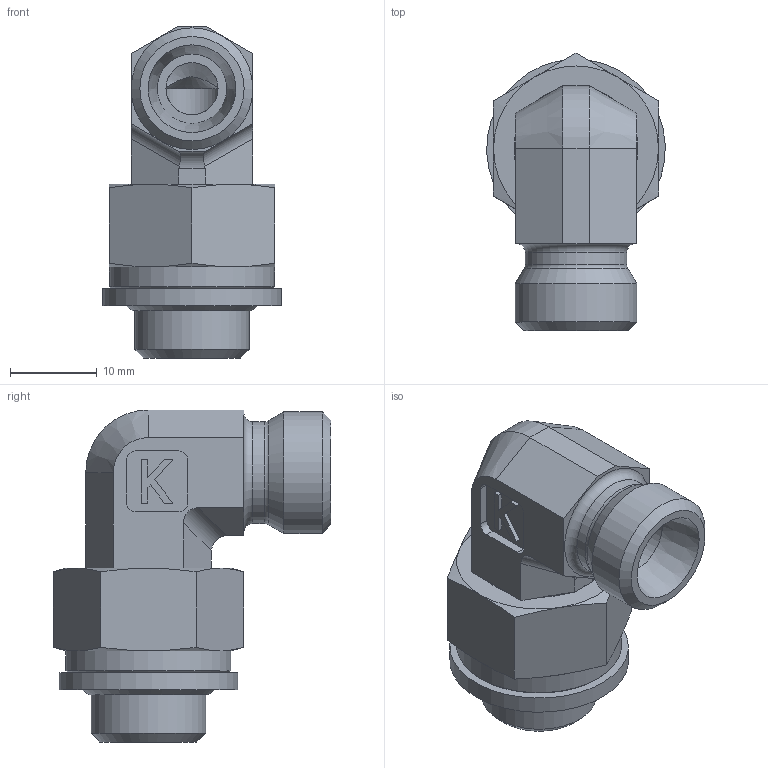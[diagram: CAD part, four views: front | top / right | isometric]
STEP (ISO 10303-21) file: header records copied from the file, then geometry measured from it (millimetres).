
FILE_DESCRIPTION((''),'2;1');
FILE_NAME('6716012814.stp','2015-02-06T14:03:31',(''),('KNOMI spol. s r. o.'),'Autodesk Inventor 2012','Autodesk Inventor 2012','');
FILE_SCHEMA(('AUTOMOTIVE_DESIGN { 1 2 10303 214 0 1 1 1 }'));
Length unit declared in the file: millimetre
Products named in the file (4): ÚPS G1/4"/M14 GM500; 6786082814; 6756028; 7391028
Assembly tree (3 placements, depth 2):
  ÚPS G1/4"/M14 GM500
    6786082814
    6756028
    7391028
Bounding box: 20.56 x 31.97 x 38.22 mm (x, y, z)
Volume: 8357.8 mm3; surface area: 5944.9 mm2
Topology: 3 solids, 3 shells, 106 faces, 244 edges, 151 vertices
Faces by surface type: plane 55, cone 27, cylinder 22, torus 2
Full cylindrical faces by diameter (mm): 6 x1, 6.5 x1, 8 x1, 11.38 x1, 11.445 x1, 11.7 x1, 13.156 x1, 13.74 x2, 14 x3, 19 x1, 20.57 x1
Entity records: 3003 total; most frequent: CARTESIAN_POINT 563, DIRECTION 484, ORIENTED_EDGE 422, EDGE_CURVE 211, AXIS2_PLACEMENT_3D 188, EDGE_LOOP 146, VERTEX_POINT 145, VECTOR 108
